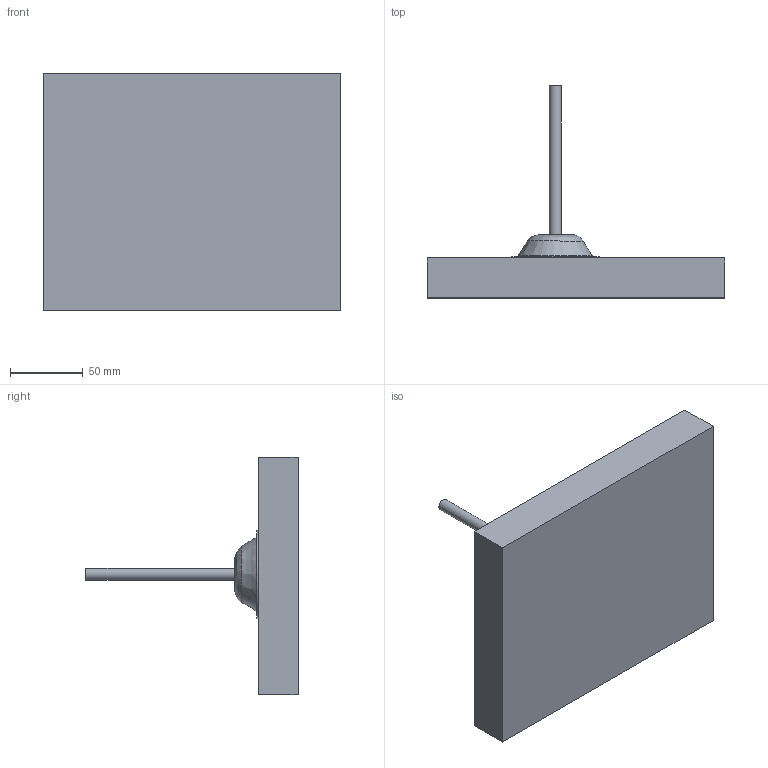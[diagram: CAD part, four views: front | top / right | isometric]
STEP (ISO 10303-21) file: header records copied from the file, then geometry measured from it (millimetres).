
FILE_DESCRIPTION(/* description */ (''),/* implementation_level */ '2;1');
FILE_NAME(/* name */ '2 v3.step',/* time_stamp */ '2022-02-23T20:30:19-07:00',/* author */ (''),/* organization */ (''),/* preprocessor_version */ 'ST-DEVELOPER v18.1',/* originating_system */ 'Autodesk Translation Framework v10.13.0.1454',/* authorisation */ '');
FILE_SCHEMA (('AUTOMOTIVE_DESIGN { 1 0 10303 214 3 1 1 }'));
Length unit declared in the file: millimetre
Products named in the file (1): 2
Bounding box: 203.98 x 145.4 x 162.84 mm (x, y, z)
Volume: 917407.5 mm3; surface area: 100734.6 mm2
Topology: 3 solids, 4 shells, 25 faces, 46 edges, 31 vertices
Faces by surface type: plane 14, bspline 9, cylinder 2
Full cylindrical faces by diameter (mm): 8 x1, 60 x1
Entity records: 1451 total; most frequent: CARTESIAN_POINT 967, ORIENTED_EDGE 91, DIRECTION 66, EDGE_CURVE 46, VERTEX_POINT 31, EDGE_LOOP 28, AXIS2_PLACEMENT_3D 26, FACE_OUTER_BOUND 25
